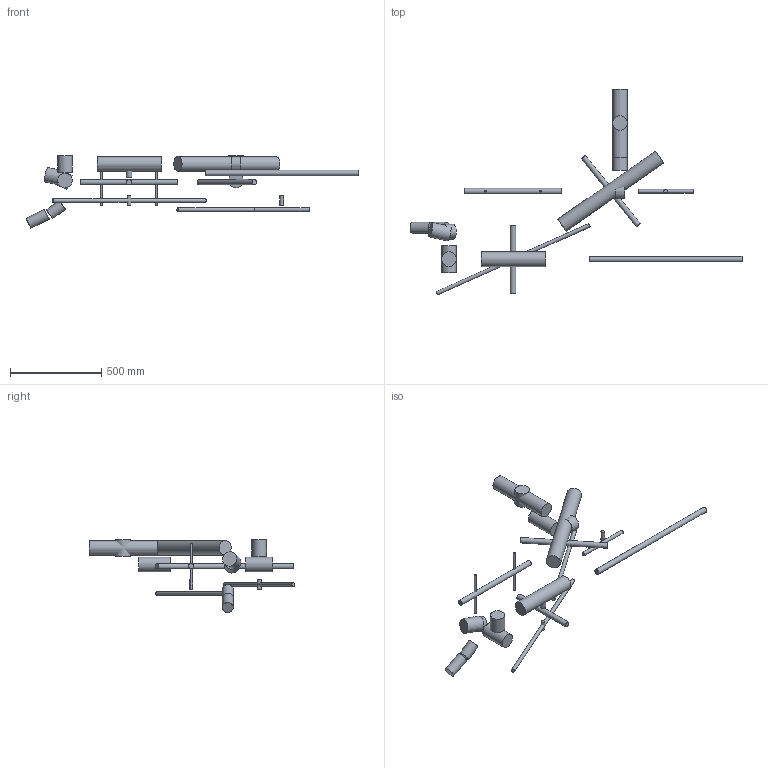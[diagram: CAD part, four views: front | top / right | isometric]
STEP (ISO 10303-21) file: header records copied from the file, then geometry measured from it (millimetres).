
FILE_DESCRIPTION(('Open CASCADE Model'),'2;1');
FILE_NAME('Open CASCADE Shape Model','2026-02-13T12:44:34',('Author'),( 'Open CASCADE'),'Open CASCADE STEP processor 7.8','Open CASCADE 7.8' ,'Unknown');
FILE_SCHEMA(('AUTOMOTIVE_DESIGN { 1 0 10303 214 1 1 1 1 }'));
Length unit declared in the file: millimetre
Products named in the file (27): Open CASCADE STEP translator 7.8 2; Open CASCADE STEP translator 7.8 2.1; Open CASCADE STEP translator 7.8 2.2; Open CASCADE STEP translator 7.8 2.3; Open CASCADE STEP translator 7.8 2.4; Open CASCADE STEP translator 7.8 2.5; Open CASCADE STEP translator 7.8 2.6; Open CASCADE STEP translator 7.8 2.7; Open CASCADE STEP translator 7.8 2.8; Open CASCADE STEP translator 7.8 2.9; Open CASCADE STEP translator 7.8 2.10; Open CASCADE STEP translator 7.8 2.11; Open CASCADE STEP translator 7.8 2.12; Open CASCADE STEP translator 7.8 2.13; Open CASCADE STEP translator 7.8 2.14; Open CASCADE STEP translator 7.8 2.15; Open CASCADE STEP translator 7.8 2.16; Open CASCADE STEP translator 7.8 2.17; Open CASCADE STEP translator 7.8 2.18; Open CASCADE STEP translator 7.8 2.19; Open CASCADE STEP translator 7.8 2.20; Open CASCADE STEP translator 7.8 2.21; Open CASCADE STEP translator 7.8 2.22; Open CASCADE STEP translator 7.8 2.23; Open CASCADE STEP translator 7.8 2.24; Open CASCADE STEP translator 7.8 2.25; Open CASCADE STEP translator 7.8 2.26
Assembly tree (26 placements, depth 2):
  Open CASCADE STEP translator 7.8 2
    Open CASCADE STEP translator 7.8 2.1
    Open CASCADE STEP translator 7.8 2.2
    Open CASCADE STEP translator 7.8 2.3
    Open CASCADE STEP translator 7.8 2.4
    Open CASCADE STEP translator 7.8 2.5
    Open CASCADE STEP translator 7.8 2.6
    Open CASCADE STEP translator 7.8 2.7
    Open CASCADE STEP translator 7.8 2.8
    Open CASCADE STEP translator 7.8 2.9
    Open CASCADE STEP translator 7.8 2.10
    Open CASCADE STEP translator 7.8 2.11
    Open CASCADE STEP translator 7.8 2.12
    Open CASCADE STEP translator 7.8 2.13
    Open CASCADE STEP translator 7.8 2.14
    Open CASCADE STEP translator 7.8 2.15
    Open CASCADE STEP translator 7.8 2.16
    Open CASCADE STEP translator 7.8 2.17
    Open CASCADE STEP translator 7.8 2.18
    Open CASCADE STEP translator 7.8 2.19
    Open CASCADE STEP translator 7.8 2.20
    Open CASCADE STEP translator 7.8 2.21
    Open CASCADE STEP translator 7.8 2.22
    Open CASCADE STEP translator 7.8 2.23
    Open CASCADE STEP translator 7.8 2.24
    Open CASCADE STEP translator 7.8 2.25
    Open CASCADE STEP translator 7.8 2.26
Bounding box: 1814.42 x 1125.11 x 396.83 mm (x, y, z)
Volume: 13312477 mm3; surface area: 1045761.9 mm2
Topology: 26 solids, 26 shells, 78 faces, 78 edges, 52 vertices
Faces by surface type: plane 52, cylinder 26
Full cylindrical faces by diameter (mm): 10 x4, 20 x5, 30 x5, 60 x2, 80 x10
Entity records: 2876 total; most frequent: DIRECTION 496, CARTESIAN_POINT 391, AXIS2_PLACEMENT_3D 157, ORIENTED_EDGE 156, PCURVE 156, DEFINITIONAL_REPRESENTATION 156, LINE 130, VECTOR 130
